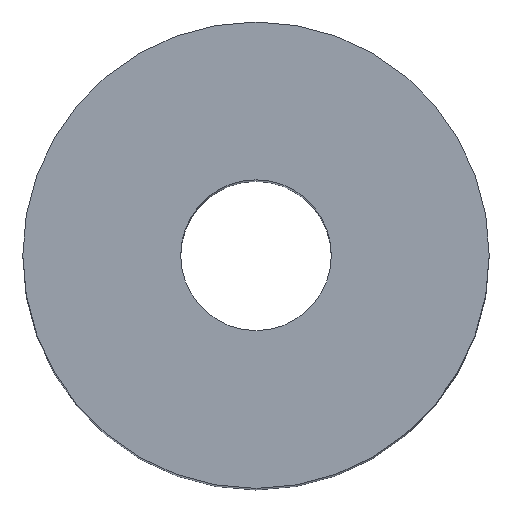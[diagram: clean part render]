
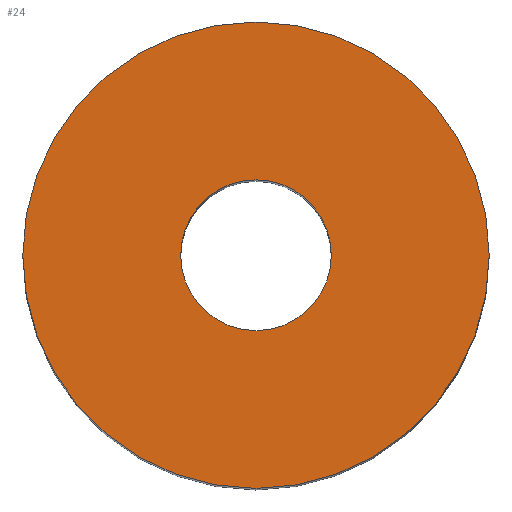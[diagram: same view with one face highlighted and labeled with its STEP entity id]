
A CAD part, top view. The second image highlights one B-rep face of the part: STEP entity #24.
In plain terms, the highlighted planar face has unit normal (0, 0, 1).
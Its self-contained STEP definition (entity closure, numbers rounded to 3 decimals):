
#2 = ORIENTED_EDGE ( 'NONE', *, *, #148, .F. ) ;
#6 = DIRECTION ( 'NONE',  ( 1., 0., 0. ) ) ;
#11 = AXIS2_PLACEMENT_3D ( 'NONE', #123, #92, #146 ) ;
#24 = ADVANCED_FACE ( 'NONE', ( #167, #201 ), #150, .T. ) ;
#26 = VERTEX_POINT ( 'NONE', #205 ) ;
#31 = DIRECTION ( 'NONE',  ( 0., 0., 1. ) ) ;
#32 = DIRECTION ( 'NONE',  ( 1., 0., 0. ) ) ;
#35 = CARTESIAN_POINT ( 'NONE',  ( -2.1, 0., 12.5 ) ) ;
#41 = VERTEX_POINT ( 'NONE', #35 ) ;
#58 = CARTESIAN_POINT ( 'NONE',  ( 0., 0., 12.5 ) ) ;
#63 = CARTESIAN_POINT ( 'NONE',  ( 0., 0., 12.5 ) ) ;
#67 = VERTEX_POINT ( 'NONE', #189 ) ;
#92 = DIRECTION ( 'NONE',  ( 0., 0., 1. ) ) ;
#110 = EDGE_LOOP ( 'NONE', ( #187, #211 ) ) ;
#118 = DIRECTION ( 'NONE',  ( 0., 0., 1. ) ) ;
#120 = CIRCLE ( 'NONE', #245, 6.5 ) ;
#123 = CARTESIAN_POINT ( 'NONE',  ( 0., 0., 12.5 ) ) ;
#131 = DIRECTION ( 'NONE',  ( 0., 0., 1. ) ) ;
#137 = AXIS2_PLACEMENT_3D ( 'NONE', #58, #131, #6 ) ;
#141 = CIRCLE ( 'NONE', #178, 6.5 ) ;
#146 = DIRECTION ( 'NONE',  ( 1., 0., 0. ) ) ;
#147 = CIRCLE ( 'NONE', #233, 2.1 ) ;
#148 = EDGE_CURVE ( 'NONE', #41, #26, #147, .T. ) ;
#150 = PLANE ( 'NONE',  #11 ) ;
#167 = FACE_OUTER_BOUND ( 'NONE', #110, .T. ) ;
#170 = CARTESIAN_POINT ( 'NONE',  ( 0., 0., 12.5 ) ) ;
#173 = DIRECTION ( 'NONE',  ( 0., 0., 1. ) ) ;
#178 = AXIS2_PLACEMENT_3D ( 'NONE', #63, #173, #190 ) ;
#182 = CIRCLE ( 'NONE', #137, 2.1 ) ;
#183 = EDGE_CURVE ( 'NONE', #204, #67, #120, .T. ) ;
#187 = ORIENTED_EDGE ( 'NONE', *, *, #183, .T. ) ;
#189 = CARTESIAN_POINT ( 'NONE',  ( 6.5, 0., 12.5 ) ) ;
#190 = DIRECTION ( 'NONE',  ( 1., 0., 0. ) ) ;
#197 = EDGE_CURVE ( 'NONE', #26, #41, #182, .T. ) ;
#201 = FACE_BOUND ( 'NONE', #238, .T. ) ;
#204 = VERTEX_POINT ( 'NONE', #218 ) ;
#205 = CARTESIAN_POINT ( 'NONE',  ( 2.1, 0., 12.5 ) ) ;
#208 = EDGE_CURVE ( 'NONE', #67, #204, #141, .T. ) ;
#211 = ORIENTED_EDGE ( 'NONE', *, *, #208, .T. ) ;
#215 = CARTESIAN_POINT ( 'NONE',  ( 0., 0., 12.5 ) ) ;
#218 = CARTESIAN_POINT ( 'NONE',  ( -6.5, 0., 12.5 ) ) ;
#228 = ORIENTED_EDGE ( 'NONE', *, *, #197, .F. ) ;
#233 = AXIS2_PLACEMENT_3D ( 'NONE', #170, #31, #246 ) ;
#238 = EDGE_LOOP ( 'NONE', ( #2, #228 ) ) ;
#245 = AXIS2_PLACEMENT_3D ( 'NONE', #215, #118, #32 ) ;
#246 = DIRECTION ( 'NONE',  ( 1., 0., 0. ) ) ;
